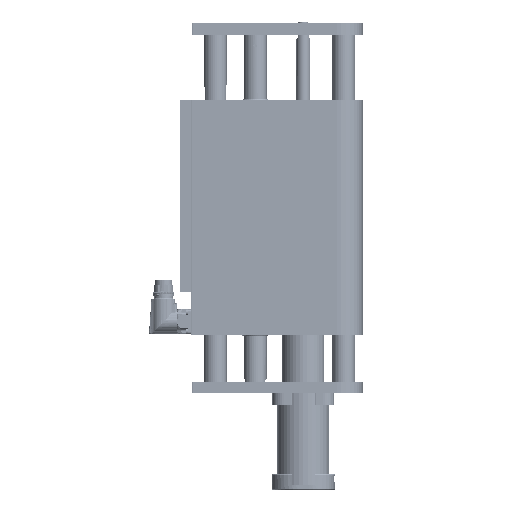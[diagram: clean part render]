
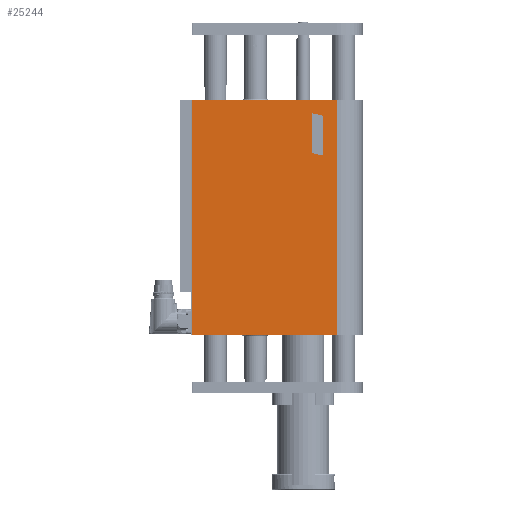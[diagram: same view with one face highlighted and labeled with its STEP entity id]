
A CAD part, left-side view. The second image highlights one B-rep face of the part: STEP entity #25244.
In plain terms, the highlighted planar face has unit normal (-1, 0, 0).
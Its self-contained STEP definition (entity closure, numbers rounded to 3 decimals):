
#5825 = DIRECTION ( 'NONE',  ( 0., 0.978, 0.208 ) ) ;
#12238 = CARTESIAN_POINT ( 'NONE',  ( -22.5, -58.906, 54.3 ) ) ;
#17506 = EDGE_CURVE ( 'NONE', #77448, #80796, #77680, .T. ) ;
#18503 = LINE ( 'NONE', #77531, #85702 ) ;
#19659 = VERTEX_POINT ( 'NONE', #50101 ) ;
#22053 = DIRECTION ( 'NONE',  ( 0., -0.978, -0.208 ) ) ;
#22696 = EDGE_CURVE ( 'NONE', #151864, #91095, #140889, .T. ) ;
#25244 = ADVANCED_FACE ( 'NONE', ( #135039, #123198 ), #148401, .T. ) ;
#26257 = DIRECTION ( 'NONE',  ( 0., -1., 0. ) ) ;
#27980 = DIRECTION ( 'NONE',  ( 0., -1., 0. ) ) ;
#28753 = EDGE_CURVE ( 'NONE', #145770, #77448, #134065, .T. ) ;
#31769 = VERTEX_POINT ( 'NONE', #93086 ) ;
#37024 = CARTESIAN_POINT ( 'NONE',  ( -22.5, -58.906, 89.091 ) ) ;
#39658 = VECTOR ( 'NONE', #87968, 1000. ) ;
#39934 = CARTESIAN_POINT ( 'NONE',  ( -22.5, -71.5, -103. ) ) ;
#43582 = CARTESIAN_POINT ( 'NONE',  ( -22.5, -13.606, 63.94 ) ) ;
#44509 = EDGE_CURVE ( 'NONE', #91095, #99482, #18503, .T. ) ;
#46984 = ORIENTED_EDGE ( 'NONE', *, *, #22696, .T. ) ;
#50101 = CARTESIAN_POINT ( 'NONE',  ( -22.5, 55.5, 103. ) ) ;
#59558 = CARTESIAN_POINT ( 'NONE',  ( -22.5, 55.5, -103. ) ) ;
#59992 = LINE ( 'NONE', #143490, #83203 ) ;
#61425 = VECTOR ( 'NONE', #26257, 1000. ) ;
#62475 = EDGE_CURVE ( 'NONE', #19659, #145770, #135595, .T. ) ;
#63658 = ORIENTED_EDGE ( 'NONE', *, *, #152666, .T. ) ;
#73009 = CARTESIAN_POINT ( 'NONE',  ( -22.5, -49.922, 91.004 ) ) ;
#75145 = VECTOR ( 'NONE', #96393, 1000. ) ;
#77448 = VERTEX_POINT ( 'NONE', #128075 ) ;
#77508 = ORIENTED_EDGE ( 'NONE', *, *, #106721, .F. ) ;
#77531 = CARTESIAN_POINT ( 'NONE',  ( -22.5, -58.906, 0. ) ) ;
#77680 = LINE ( 'NONE', #39934, #39658 ) ;
#79779 = ORIENTED_EDGE ( 'NONE', *, *, #110959, .T. ) ;
#80796 = VERTEX_POINT ( 'NONE', #126857 ) ;
#82265 = ORIENTED_EDGE ( 'NONE', *, *, #17506, .T. ) ;
#82692 = ORIENTED_EDGE ( 'NONE', *, *, #28753, .T. ) ;
#82996 = CARTESIAN_POINT ( 'NONE',  ( -22.5, 57., -103. ) ) ;
#83203 = VECTOR ( 'NONE', #94741, 1000. ) ;
#85702 = VECTOR ( 'NONE', #90965, 1000. ) ;
#85769 = ORIENTED_EDGE ( 'NONE', *, *, #44509, .T. ) ;
#87968 = DIRECTION ( 'NONE',  ( 0., 0., 1. ) ) ;
#90708 = DIRECTION ( 'NONE',  ( 0., 0., 1. ) ) ;
#90965 = DIRECTION ( 'NONE',  ( 0., 0., -1. ) ) ;
#91095 = VERTEX_POINT ( 'NONE', #37024 ) ;
#93086 = CARTESIAN_POINT ( 'NONE',  ( -22.5, -49.922, 56.212 ) ) ;
#93926 = AXIS2_PLACEMENT_3D ( 'NONE', #99671, #135809, #27980 ) ;
#94741 = DIRECTION ( 'NONE',  ( 0., -1., 0. ) ) ;
#96393 = DIRECTION ( 'NONE',  ( 0., 0., -1. ) ) ;
#99433 = ORIENTED_EDGE ( 'NONE', *, *, #62475, .T. ) ;
#99482 = VERTEX_POINT ( 'NONE', #12238 ) ;
#99671 = CARTESIAN_POINT ( 'NONE',  ( -22.5, 57., -103. ) ) ;
#102545 = CARTESIAN_POINT ( 'NONE',  ( -22.5, -49.922, 0. ) ) ;
#106721 = EDGE_CURVE ( 'NONE', #19659, #80796, #59992, .T. ) ;
#110959 = EDGE_CURVE ( 'NONE', #99482, #31769, #112884, .T. ) ;
#111054 = EDGE_LOOP ( 'NONE', ( #77508, #99433, #82692, #82265 ) ) ;
#112884 = LINE ( 'NONE', #43582, #149436 ) ;
#123198 = FACE_BOUND ( 'NONE', #126706, .T. ) ;
#124731 = VECTOR ( 'NONE', #90708, 1000. ) ;
#126706 = EDGE_LOOP ( 'NONE', ( #46984, #85769, #79779, #63658 ) ) ;
#126857 = CARTESIAN_POINT ( 'NONE',  ( -22.5, -71.5, 103. ) ) ;
#128075 = CARTESIAN_POINT ( 'NONE',  ( -22.5, -71.5, -103. ) ) ;
#129103 = CARTESIAN_POINT ( 'NONE',  ( -22.5, -20.701, 97.226 ) ) ;
#134065 = LINE ( 'NONE', #82996, #61425 ) ;
#134833 = CARTESIAN_POINT ( 'NONE',  ( -22.5, 55.5, -103. ) ) ;
#135039 = FACE_OUTER_BOUND ( 'NONE', #111054, .T. ) ;
#135595 = LINE ( 'NONE', #134833, #75145 ) ;
#135809 = DIRECTION ( 'NONE',  ( -1., 0., 0. ) ) ;
#139497 = LINE ( 'NONE', #102545, #124731 ) ;
#140889 = LINE ( 'NONE', #129103, #153582 ) ;
#143490 = CARTESIAN_POINT ( 'NONE',  ( -22.5, 57., 103. ) ) ;
#145770 = VERTEX_POINT ( 'NONE', #59558 ) ;
#148401 = PLANE ( 'NONE',  #93926 ) ;
#149436 = VECTOR ( 'NONE', #5825, 1000. ) ;
#151864 = VERTEX_POINT ( 'NONE', #73009 ) ;
#152666 = EDGE_CURVE ( 'NONE', #31769, #151864, #139497, .T. ) ;
#153582 = VECTOR ( 'NONE', #22053, 1000. ) ;
